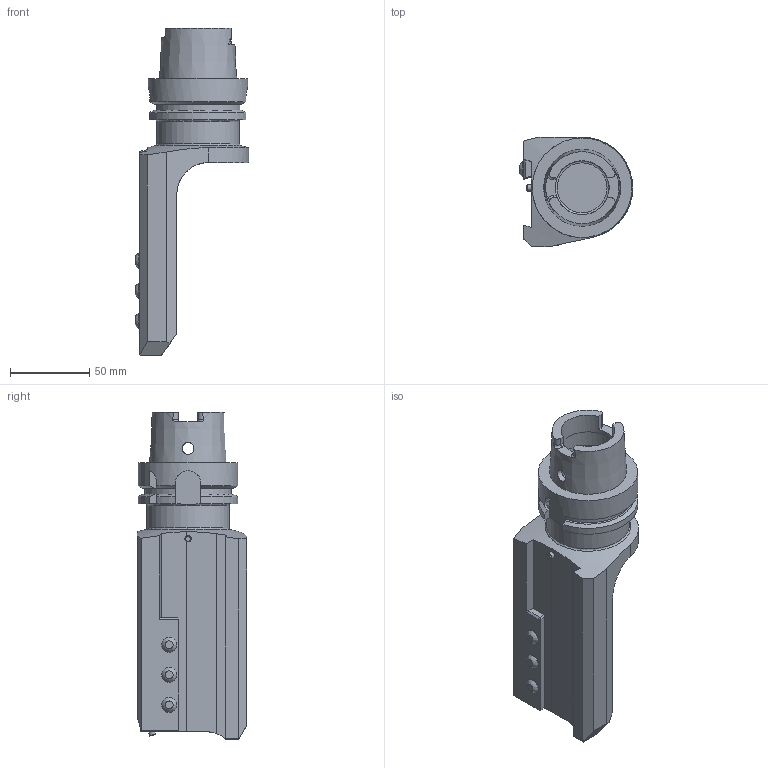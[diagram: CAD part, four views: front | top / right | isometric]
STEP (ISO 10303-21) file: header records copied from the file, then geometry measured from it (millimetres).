
FILE_DESCRIPTION(/* description */ (''),/* implementation_level */ '2;1');
FILE_NAME(/* name */ '1524740728505.stp',/* time_stamp */ '2018-04-26T13:05:37+02:00',/* author */ (''),/* organization */ ('SMS'),/* preprocessor_version */ 'ST-DEVELOPER v15',/* originating_system */ 'SIEMENS PLM Software NX 8.5',/* authorisation */ '');
FILE_SCHEMA (('AUTOMOTIVE_DESIGN { 1 0 10303 214 3 1 1 1 }'));
Length unit declared in the file: millimetre
Products named in the file (1): 112030717mod000_00
Bounding box: 71.75 x 69 x 206.9 mm (x, y, z)
Volume: 329443.9 mm3; surface area: 51651 mm2
Topology: 1 solids, 1 shells, 122 faces, 341 edges, 226 vertices
Faces by surface type: plane 69, cylinder 32, cone 11, torus 7, bspline 3
Full cylindrical faces by diameter (mm): 4 x2, 7.5 x2, 9.5 x3, 34.05 x2, 40.08 x1, 52.2 x1, 62.94 x1
Entity records: 4189 total; most frequent: CARTESIAN_POINT 1219, ORIENTED_EDGE 600, DIRECTION 582, EDGE_CURVE 300, AXIS2_PLACEMENT_3D 209, VERTEX_POINT 208, LINE 164, VECTOR 164
